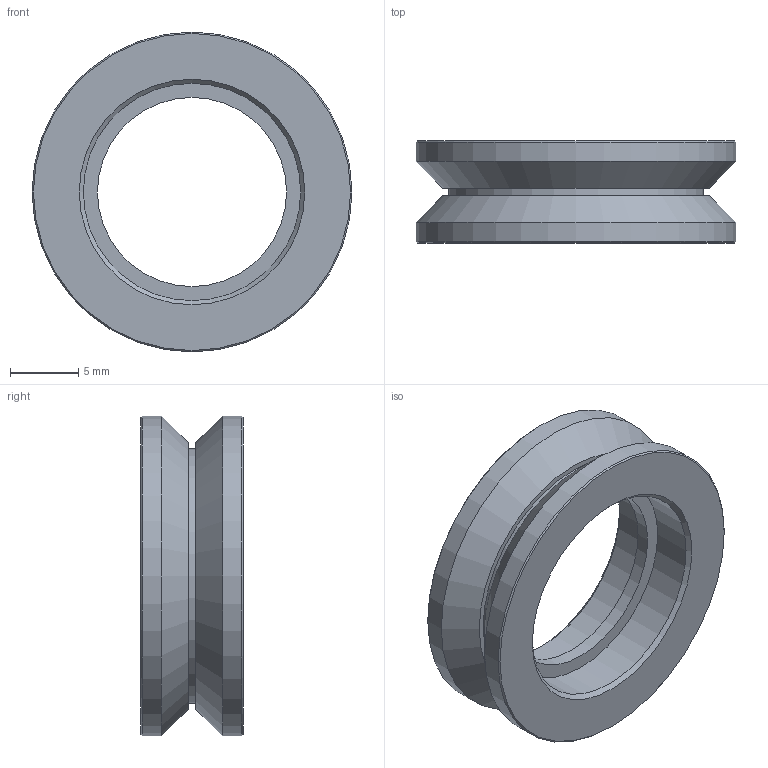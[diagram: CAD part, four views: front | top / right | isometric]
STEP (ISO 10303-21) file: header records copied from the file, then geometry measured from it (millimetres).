
FILE_DESCRIPTION(/* description */ ('v-wheel, delrin'),/* implementation_level */ '2;1');
FILE_NAME(/* name */ '25202-01.ipt.step',/* time_stamp */ '2013-11-18T15:48:57-06:00',/* author */ ('Edward'),/* organization */ (''),/* preprocessor_version */ 'ST-DEVELOPER v15.2',/* originating_system */ 'Autodesk Inventor 2014',/* authorisation */ 'PER ALEX BI @ NINGBO YINZHOU, 8-2-13');
FILE_SCHEMA (('AUTOMOTIVE_DESIGN { 1 0 10303 214 3 1 1 }'));
Length unit declared in the file: millimetre
Products named in the file (1): 25202-01
Bounding box: 23.5 x 7.5 x 23.5 mm (x, y, z)
Volume: 1434.9 mm3; surface area: 1587.8 mm2
Topology: 1 solids, 1 shells, 18 faces, 31 edges, 19 vertices
Faces by surface type: plane 6, cone 6, cylinder 6
Full cylindrical faces by diameter (mm): 13.894 x1, 15.974 x2, 18.75 x1, 23.5 x2
Entity records: 405 total; most frequent: DIRECTION 74, CARTESIAN_POINT 55, AXIS2_PLACEMENT_3D 37, EDGE_LOOP 36, ORIENTED_EDGE 36, FACE_BOUND 18, FACE_OUTER_BOUND 18, CIRCLE 18
